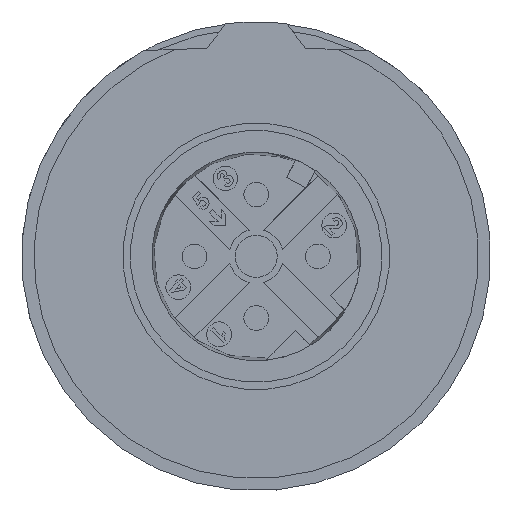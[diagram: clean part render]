
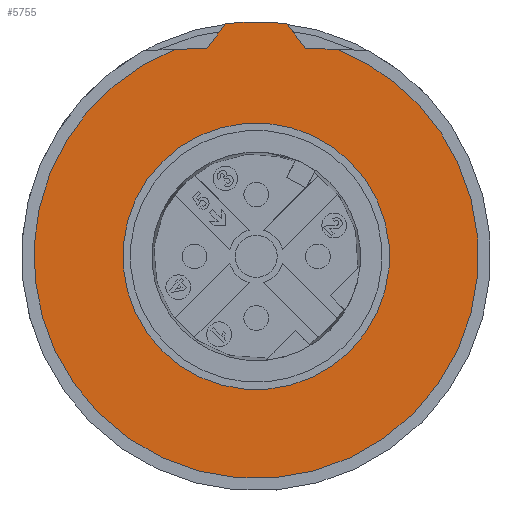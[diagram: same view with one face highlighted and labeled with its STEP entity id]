
A CAD part, front view. The second image highlights one B-rep face of the part: STEP entity #5755.
In plain terms, the highlighted planar face has unit normal (0, -1, 0).
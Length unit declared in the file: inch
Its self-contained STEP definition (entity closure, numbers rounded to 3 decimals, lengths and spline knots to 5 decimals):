
#140 = ORIENTED_EDGE ( 'NONE', *, *, #6392, .T. ) ;
#171 = ORIENTED_EDGE ( 'NONE', *, *, #3432, .F. ) ;
#200 = VERTEX_POINT ( 'NONE', #977 ) ;
#219 = DIRECTION ( 'NONE',  ( -0.999, 0., -0.035 ) ) ;
#295 = EDGE_CURVE ( 'NONE', #3479, #6521, #4859, .T. ) ;
#317 = EDGE_LOOP ( 'NONE', ( #4020, #7340 ) ) ;
#337 = ORIENTED_EDGE ( 'NONE', *, *, #1039, .F. ) ;
#343 = EDGE_CURVE ( 'NONE', #1572, #4713, #5474, .T. ) ;
#361 = ORIENTED_EDGE ( 'NONE', *, *, #1584, .T. ) ;
#489 = CARTESIAN_POINT ( 'NONE',  ( 0.12914, 0.37615, 0.32996 ) ) ;
#540 = DIRECTION ( 'NONE',  ( -0.906, 0., -0.423 ) ) ;
#566 = DIRECTION ( 'NONE',  ( 0., 1., 0. ) ) ;
#703 = EDGE_CURVE ( 'NONE', #4713, #1572, #4953, .T. ) ;
#789 = DIRECTION ( 'NONE',  ( 0., -1., 0. ) ) ;
#834 = EDGE_CURVE ( 'NONE', #6877, #4369, #1045, .T. ) ;
#977 = CARTESIAN_POINT ( 'NONE',  ( 0.12914, 0.37615, 0.32996 ) ) ;
#1039 = EDGE_CURVE ( 'NONE', #6877, #6521, #5712, .T. ) ;
#1045 = LINE ( 'NONE', #4017, #7093 ) ;
#1075 = DIRECTION ( 'NONE',  ( 0.906, 0., 0.423 ) ) ;
#1173 = AXIS2_PLACEMENT_3D ( 'NONE', #1960, #6282, #4378 ) ;
#1273 = ORIENTED_EDGE ( 'NONE', *, *, #834, .T. ) ;
#1341 = FACE_OUTER_BOUND ( 'NONE', #6433, .T. ) ;
#1385 = PLANE ( 'NONE',  #5291 ) ;
#1565 = CARTESIAN_POINT ( 'NONE',  ( -0.0485, 0.37615, 0.37086 ) ) ;
#1572 = VERTEX_POINT ( 'NONE', #3402 ) ;
#1584 = EDGE_CURVE ( 'NONE', #4369, #5688, #6871, .T. ) ;
#1832 = EDGE_CURVE ( 'NONE', #4516, #5688, #3128, .T. ) ;
#1851 = ORIENTED_EDGE ( 'NONE', *, *, #1832, .F. ) ;
#1894 = DIRECTION ( 'NONE',  ( 0., 1., 0. ) ) ;
#1913 = CARTESIAN_POINT ( 'NONE',  ( 0.19268, 0.37615, 0.08985 ) ) ;
#1960 = CARTESIAN_POINT ( 'NONE',  ( 0., 0.37615, 0. ) ) ;
#2147 = DIRECTION ( 'NONE',  ( 0., 1., 0. ) ) ;
#2428 = DIRECTION ( 'NONE',  ( -0.906, 0., -0.423 ) ) ;
#2549 = CARTESIAN_POINT ( 'NONE',  ( -0.07886, 0.37615, 0.33171 ) ) ;
#2573 = DIRECTION ( 'NONE',  ( -0.906, 0., -0.423 ) ) ;
#2799 = ORIENTED_EDGE ( 'NONE', *, *, #295, .T. ) ;
#2957 = DIRECTION ( 'NONE',  ( 0., 1., 0. ) ) ;
#3004 = CARTESIAN_POINT ( 'NONE',  ( 0.32113, 0.37615, 0.14975 ) ) ;
#3020 = DIRECTION ( 'NONE',  ( -0.999, 0., 0.035 ) ) ;
#3128 = CIRCLE ( 'NONE', #6803, 0.35433 ) ;
#3402 = CARTESIAN_POINT ( 'NONE',  ( -0.19268, 0.37615, -0.08985 ) ) ;
#3432 = EDGE_CURVE ( 'NONE', #200, #5681, #3535, .T. ) ;
#3479 = VERTEX_POINT ( 'NONE', #4895 ) ;
#3535 = CIRCLE ( 'NONE', #6328, 0.35433 ) ;
#3664 = CARTESIAN_POINT ( 'NONE',  ( 0., 0.37615, 0. ) ) ;
#3804 = AXIS2_PLACEMENT_3D ( 'NONE', #5397, #566, #2428 ) ;
#4017 = CARTESIAN_POINT ( 'NONE',  ( -0.0485, 0.37615, 0.37086 ) ) ;
#4020 = ORIENTED_EDGE ( 'NONE', *, *, #343, .T. ) ;
#4084 = CIRCLE ( 'NONE', #1173, 0.35433 ) ;
#4180 = AXIS2_PLACEMENT_3D ( 'NONE', #6508, #2147, #1075 ) ;
#4221 = VECTOR ( 'NONE', #3020, 39.37008 ) ;
#4264 = ORIENTED_EDGE ( 'NONE', *, *, #4742, .F. ) ;
#4295 = CARTESIAN_POINT ( 'NONE',  ( 0.07886, 0.37615, 0.33171 ) ) ;
#4369 = VERTEX_POINT ( 'NONE', #6405 ) ;
#4378 = DIRECTION ( 'NONE',  ( -0.906, 0., -0.423 ) ) ;
#4396 = CARTESIAN_POINT ( 'NONE',  ( 0., 0.37615, 0. ) ) ;
#4516 = VERTEX_POINT ( 'NONE', #4810 ) ;
#4542 = DIRECTION ( 'NONE',  ( 0., 1., 0. ) ) ;
#4711 = VECTOR ( 'NONE', #7276, 39.37008 ) ;
#4713 = VERTEX_POINT ( 'NONE', #1913 ) ;
#4742 = EDGE_CURVE ( 'NONE', #5681, #4516, #4084, .T. ) ;
#4810 = CARTESIAN_POINT ( 'NONE',  ( -0.32113, 0.37615, -0.14975 ) ) ;
#4859 = LINE ( 'NONE', #4295, #4711 ) ;
#4895 = CARTESIAN_POINT ( 'NONE',  ( 0.07886, 0.37615, 0.33171 ) ) ;
#4950 = FACE_BOUND ( 'NONE', #317, .T. ) ;
#4953 = CIRCLE ( 'NONE', #3804, 0.2126 ) ;
#5176 = CARTESIAN_POINT ( 'NONE',  ( -0.21851, 0.37615, -0.10657 ) ) ;
#5291 = AXIS2_PLACEMENT_3D ( 'NONE', #5176, #789, #7325 ) ;
#5341 = CARTESIAN_POINT ( 'NONE',  ( -0.12914, 0.37615, 0.32996 ) ) ;
#5397 = CARTESIAN_POINT ( 'NONE',  ( 0., 0.37615, 0. ) ) ;
#5474 = CIRCLE ( 'NONE', #7122, 0.2126 ) ;
#5481 = LINE ( 'NONE', #489, #4221 ) ;
#5681 = VERTEX_POINT ( 'NONE', #3004 ) ;
#5688 = VERTEX_POINT ( 'NONE', #5341 ) ;
#5712 = CIRCLE ( 'NONE', #4180, 0.37402 ) ;
#5755 = ADVANCED_FACE ( 'NONE', ( #1341, #4950 ), #1385, .T. ) ;
#6282 = DIRECTION ( 'NONE',  ( 0., 1., 0. ) ) ;
#6328 = AXIS2_PLACEMENT_3D ( 'NONE', #6995, #4542, #6958 ) ;
#6392 = EDGE_CURVE ( 'NONE', #200, #3479, #5481, .T. ) ;
#6405 = CARTESIAN_POINT ( 'NONE',  ( -0.07886, 0.37615, 0.33171 ) ) ;
#6433 = EDGE_LOOP ( 'NONE', ( #1273, #361, #1851, #4264, #171, #140, #2799, #337 ) ) ;
#6508 = CARTESIAN_POINT ( 'NONE',  ( 0., 0.37615, 0. ) ) ;
#6521 = VERTEX_POINT ( 'NONE', #6717 ) ;
#6717 = CARTESIAN_POINT ( 'NONE',  ( 0.0485, 0.37615, 0.37086 ) ) ;
#6803 = AXIS2_PLACEMENT_3D ( 'NONE', #4396, #1894, #2573 ) ;
#6871 = LINE ( 'NONE', #2549, #7537 ) ;
#6877 = VERTEX_POINT ( 'NONE', #1565 ) ;
#6958 = DIRECTION ( 'NONE',  ( -0.906, 0., -0.423 ) ) ;
#6995 = CARTESIAN_POINT ( 'NONE',  ( 0., 0.37615, 0. ) ) ;
#7093 = VECTOR ( 'NONE', #7617, 39.37008 ) ;
#7122 = AXIS2_PLACEMENT_3D ( 'NONE', #3664, #2957, #540 ) ;
#7276 = DIRECTION ( 'NONE',  ( -0.613, 0., 0.79 ) ) ;
#7325 = DIRECTION ( 'NONE',  ( -0.906, 0., -0.423 ) ) ;
#7340 = ORIENTED_EDGE ( 'NONE', *, *, #703, .T. ) ;
#7537 = VECTOR ( 'NONE', #219, 39.37008 ) ;
#7617 = DIRECTION ( 'NONE',  ( -0.613, 0., -0.79 ) ) ;
